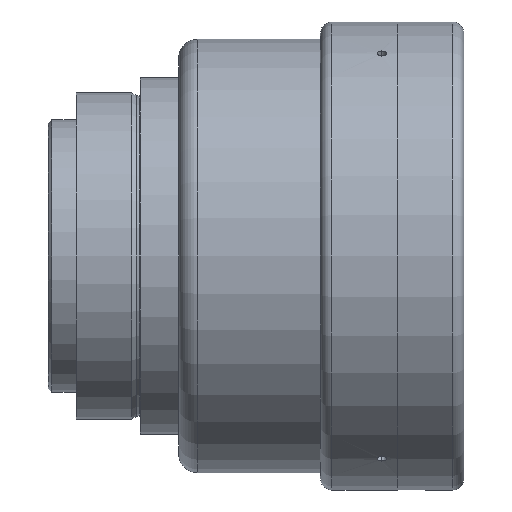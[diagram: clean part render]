
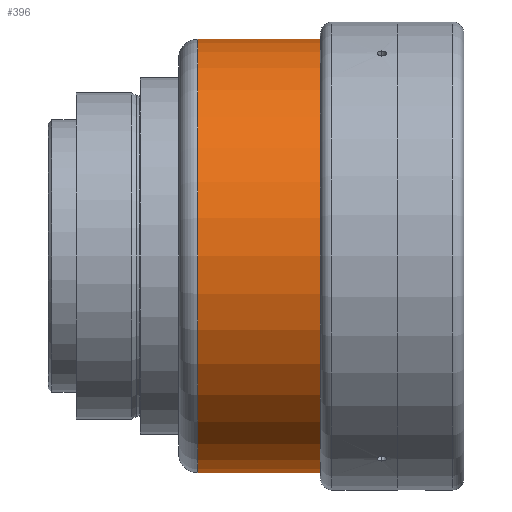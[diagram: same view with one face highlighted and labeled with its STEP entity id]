
A CAD part, front view. The second image highlights one B-rep face of the part: STEP entity #396.
In plain terms, the highlighted cylindrical face has radius 56.5 mm (diameter 113 mm), a partial arc.
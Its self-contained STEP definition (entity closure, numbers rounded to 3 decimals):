
#21 = DIRECTION ( 'NONE',  ( -1., 0., 0. ) ) ;
#31 = EDGE_LOOP ( 'NONE', ( #1484, #96, #1271, #541 ) ) ;
#70 = DIRECTION ( 'NONE',  ( 0., 0., 1. ) ) ;
#96 = ORIENTED_EDGE ( 'NONE', *, *, #708, .T. ) ;
#176 = DIRECTION ( 'NONE',  ( -1., 0., 0. ) ) ;
#185 = CARTESIAN_POINT ( 'NONE',  ( 25.043, 0., 56.5 ) ) ;
#212 = CARTESIAN_POINT ( 'NONE',  ( -13.957, 0., 56.5 ) ) ;
#232 = CYLINDRICAL_SURFACE ( 'NONE', #1246, 56.5 ) ;
#321 = CIRCLE ( 'NONE', #808, 56.5 ) ;
#363 = EDGE_CURVE ( 'NONE', #1274, #562, #321, .T. ) ;
#396 = ADVANCED_FACE ( 'NONE', ( #1662 ), #232, .T. ) ;
#524 = DIRECTION ( 'NONE',  ( -1., 0., 0. ) ) ;
#541 = ORIENTED_EDGE ( 'NONE', *, *, #363, .F. ) ;
#562 = VERTEX_POINT ( 'NONE', #185 ) ;
#708 = EDGE_CURVE ( 'NONE', #1574, #1312, #978, .T. ) ;
#808 = AXIS2_PLACEMENT_3D ( 'NONE', #1299, #524, #1429 ) ;
#849 = DIRECTION ( 'NONE',  ( -1., 0., 0. ) ) ;
#892 = CARTESIAN_POINT ( 'NONE',  ( -13.957, 0., 0. ) ) ;
#929 = AXIS2_PLACEMENT_3D ( 'NONE', #1625, #849, #70 ) ;
#978 = CIRCLE ( 'NONE', #929, 56.5 ) ;
#1028 = DIRECTION ( 'NONE',  ( -1., 0., 0. ) ) ;
#1058 = LINE ( 'NONE', #212, #1409 ) ;
#1074 = CARTESIAN_POINT ( 'NONE',  ( -13.957, 0., -56.5 ) ) ;
#1080 = CARTESIAN_POINT ( 'NONE',  ( 57.043, 0., -56.5 ) ) ;
#1123 = LINE ( 'NONE', #1074, #1474 ) ;
#1229 = EDGE_CURVE ( 'NONE', #1574, #1274, #1123, .T. ) ;
#1246 = AXIS2_PLACEMENT_3D ( 'NONE', #892, #1028, #1416 ) ;
#1271 = ORIENTED_EDGE ( 'NONE', *, *, #1668, .T. ) ;
#1274 = VERTEX_POINT ( 'NONE', #1373 ) ;
#1299 = CARTESIAN_POINT ( 'NONE',  ( 25.043, 0., 0. ) ) ;
#1312 = VERTEX_POINT ( 'NONE', #1651 ) ;
#1373 = CARTESIAN_POINT ( 'NONE',  ( 25.043, 0., -56.5 ) ) ;
#1409 = VECTOR ( 'NONE', #176, 1000. ) ;
#1416 = DIRECTION ( 'NONE',  ( 0., 0., 1. ) ) ;
#1429 = DIRECTION ( 'NONE',  ( 0., 0., 1. ) ) ;
#1474 = VECTOR ( 'NONE', #21, 1000. ) ;
#1484 = ORIENTED_EDGE ( 'NONE', *, *, #1229, .F. ) ;
#1574 = VERTEX_POINT ( 'NONE', #1080 ) ;
#1625 = CARTESIAN_POINT ( 'NONE',  ( 57.043, 0., 0. ) ) ;
#1651 = CARTESIAN_POINT ( 'NONE',  ( 57.043, 0., 56.5 ) ) ;
#1662 = FACE_OUTER_BOUND ( 'NONE', #31, .T. ) ;
#1668 = EDGE_CURVE ( 'NONE', #1312, #562, #1058, .T. ) ;
